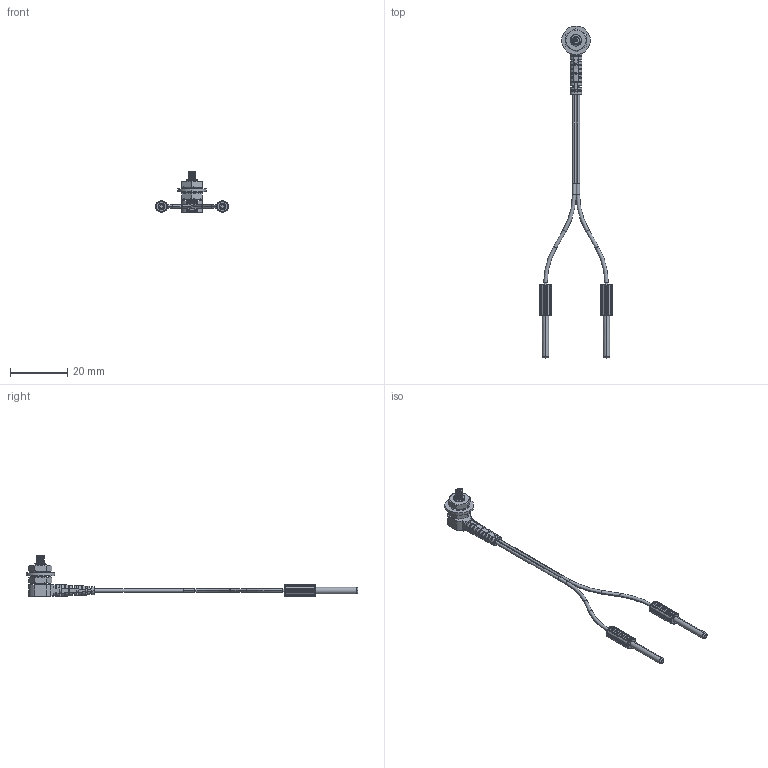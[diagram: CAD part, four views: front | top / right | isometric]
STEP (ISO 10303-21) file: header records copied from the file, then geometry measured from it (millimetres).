
FILE_DESCRIPTION((''),'2;1');
FILE_NAME('194314_ASM','2016-08-11T',('pdmadmin'),(''),'PRO/ENGINEER BY PARAMETRIC TECHNOLOGY CORPORATION, 2016010','PRO/ENGINEER BY PARAMETRIC TECHNOLOGY CORPORATION, 2016010','');
FILE_SCHEMA(('CONFIG_CONTROL_DESIGN'));
Length unit declared in the file: inch
Products named in the file (5): 97755; 08397_M4_X_0_7_HEX_JAM_NUT_NI; 08394_M4_ITLW_NI; 97755_ASM; 194314_ASM
Assembly tree (5 placements, depth 3):
  194314_ASM
    97755_ASM
      97755
      08397_M4_X_0_7_HEX_JAM_NUT_NI  x2
      08394_M4_ITLW_NI
Bounding box: 25.3 x 115.92 x 14.51 mm (x, y, z)
Volume: 1193.4 mm3; surface area: 2234.1 mm2
Topology: 4 solids, 4 shells, 721 faces, 1873 edges, 1179 vertices
Faces by surface type: cylinder 338, bspline 150, plane 131, cone 64, torus 36, extrusion 2
Entity records: 31662 total; most frequent: CARTESIAN_POINT 16344, ORIENTED_EDGE 3538, DIRECTION 2718, EDGE_CURVE 1769, VERTEX_POINT 1123, AXIS2_PLACEMENT_3D 1070, EDGE_LOOP 694, FACE_OUTER_BOUND 671
